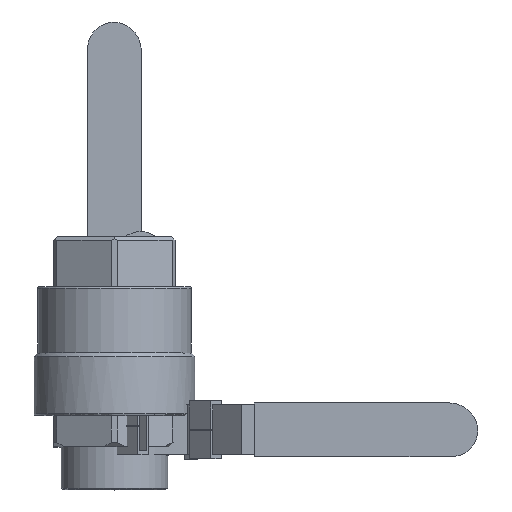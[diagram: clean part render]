
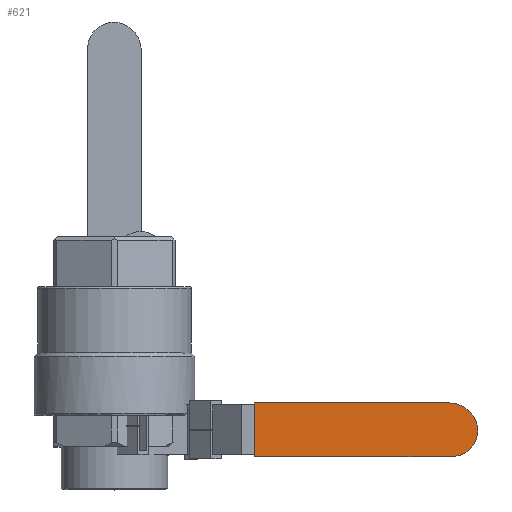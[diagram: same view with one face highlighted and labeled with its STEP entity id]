
A CAD part, top view. The second image highlights one B-rep face of the part: STEP entity #621.
In plain terms, the highlighted face is planar.
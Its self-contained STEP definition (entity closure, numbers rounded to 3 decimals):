
#621 = ADVANCED_FACE( '', ( #1283 ), #1284, .F. );
#1283 = FACE_OUTER_BOUND( '', #2315, .T. );
#1284 = PLANE( '', #2316 );
#2315 = EDGE_LOOP( '', ( #4050, #4051, #4052, #4053, #4054 ) );
#2316 = AXIS2_PLACEMENT_3D( '', #4055, #4056, #4057 );
#4050 = ORIENTED_EDGE( '', *, *, #4992, .T. );
#4051 = ORIENTED_EDGE( '', *, *, #4867, .T. );
#4052 = ORIENTED_EDGE( '', *, *, #4309, .T. );
#4053 = ORIENTED_EDGE( '', *, *, #4838, .T. );
#4054 = ORIENTED_EDGE( '', *, *, #4627, .F. );
#4055 = CARTESIAN_POINT( '', ( 30., 113., 0. ) );
#4056 = DIRECTION( '', ( 0., 0., 1. ) );
#4057 = DIRECTION( '', ( 1., 0., 0. ) );
#4309 = EDGE_CURVE( '', #5054, #5055, #5056, .T. );
#4627 = EDGE_CURVE( '', #5591, #5593, #5594, .T. );
#4838 = EDGE_CURVE( '', #5055, #5593, #5897, .T. );
#4867 = EDGE_CURVE( '', #5935, #5054, #5936, .F. );
#4992 = EDGE_CURVE( '', #5591, #5935, #6081, .F. );
#5054 = VERTEX_POINT( '', #6152 );
#5055 = VERTEX_POINT( '', #6153 );
#5056 = LINE( '', #6154, #6155 );
#5591 = VERTEX_POINT( '', #6899 );
#5593 = VERTEX_POINT( '', #6902 );
#5594 = LINE( '', #6903, #6904 );
#5897 = LINE( '', #7614, #7615 );
#5935 = VERTEX_POINT( '', #8003 );
#5936 = CIRCLE( '', #8004, 16. );
#6081 = CIRCLE( '', #8216, 15. );
#6152 = CARTESIAN_POINT( '', ( 30., 109.031, 0. ) );
#6153 = CARTESIAN_POINT( '', ( 30., 0., 0. ) );
#6154 = CARTESIAN_POINT( '', ( 30., 113., 0. ) );
#6155 = VECTOR( '', #8278, 1000. );
#6899 = CARTESIAN_POINT( '', ( 0., 110., 0. ) );
#6902 = CARTESIAN_POINT( '', ( 0., 0., 0. ) );
#6903 = CARTESIAN_POINT( '', ( 0., 113., 0. ) );
#6904 = VECTOR( '', #8651, 1000. );
#7614 = CARTESIAN_POINT( '', ( 30., 0., 0. ) );
#7615 = VECTOR( '', #8854, 1000. );
#8003 = CARTESIAN_POINT( '', ( 15., 125., 0. ) );
#8004 = AXIS2_PLACEMENT_3D( '', #8875, #8876, #8877 );
#8216 = AXIS2_PLACEMENT_3D( '', #8981, #8982, #8983 );
#8278 = DIRECTION( '', ( 0., -1., 0. ) );
#8651 = DIRECTION( '', ( 0., -1., 0. ) );
#8854 = DIRECTION( '', ( -1., 0., 0. ) );
#8875 = CARTESIAN_POINT( '', ( 14., 109.031, 0. ) );
#8876 = DIRECTION( '', ( 0., 0., 1. ) );
#8877 = DIRECTION( '', ( 1., 0., 0. ) );
#8981 = CARTESIAN_POINT( '', ( 15., 110., 0. ) );
#8982 = DIRECTION( '', ( 0., 0., 1. ) );
#8983 = DIRECTION( '', ( 1., 0., 0. ) );
